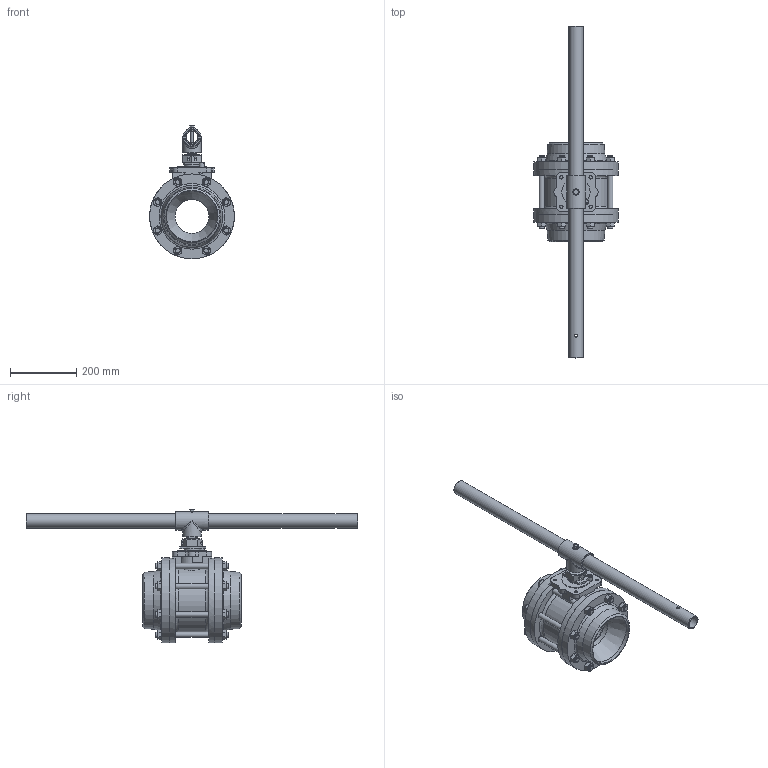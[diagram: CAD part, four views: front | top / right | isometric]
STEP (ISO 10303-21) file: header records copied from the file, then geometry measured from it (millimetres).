
FILE_DESCRIPTION((''),'2;1');
FILE_NAME('GA-A459-60-BWA-W-A-1.stp','2011-05-16T12:34:47',('jaday'),(''),'Autodesk Inventor 2009','Autodesk Inventor 2009','');
FILE_SCHEMA(('AUTOMOTIVE_DESIGN { 1 0 10303 214 1 1 1 1 }'));
Length unit declared in the file: millimetre
Products named in the file (13): GA-A459-60-BWA-W-A-1; GA-B45960-16000-A-1; GA-B45960-27000-A-1; GA-A459-60-STEM-BUILD-A-1; B45960-31002-A-1; M16-8-000-360-A-1; GA-B81940-04038-A-1; B81940-06002-A-1; GA-B81940-52001-A-1; GA-B81940-01005-A-1; B81940-60096-A-1; B00080-01026-A-1; M08-8-060-110-A-1
Assembly tree (35 placements, depth 2):
  GA-A459-60-BWA-W-A-1
    GA-B45960-16000-A-1
    GA-B45960-27000-A-1  x2
    GA-A459-60-STEM-BUILD-A-1
    B45960-31002-A-1  x8
    M16-8-000-360-A-1  x16
    GA-B81940-04038-A-1
    B81940-06002-A-1
    GA-B81940-52001-A-1
    GA-B81940-01005-A-1
    B81940-60096-A-1
    B00080-01026-A-1
    M08-8-060-110-A-1
Bounding box: 256 x 1002 x 403.17 mm (x, y, z)
Volume: 8211099.3 mm3; surface area: 1068096.3 mm2
Topology: 35 solids, 35 shells, 704 faces, 1654 edges, 1012 vertices
Faces by surface type: plane 279, cone 245, cylinder 145, bspline 29, torus 6
Full cylindrical faces by diameter (mm): 8 x1, 8.5 x1, 8.6 x1, 9 x4, 10 x1, 13.835 x16, 15.75 x1, 16 x8, 17 x32, 18 x2, 33.835 x1, 35.5 x1, 42.5 x1, 43.25 x2, 44.5 x1, 46.58 x1, 55 x2, 102.25 x3, 154.075 x2, 202 x2, 256 x4
Entity records: 13100 total; most frequent: CARTESIAN_POINT 5039, DIRECTION 1607, ORIENTED_EDGE 1490, EDGE_CURVE 745, AXIS2_PLACEMENT_3D 645, VERTEX_POINT 514, EDGE_LOOP 495, FACE_OUTER_BOUND 332
